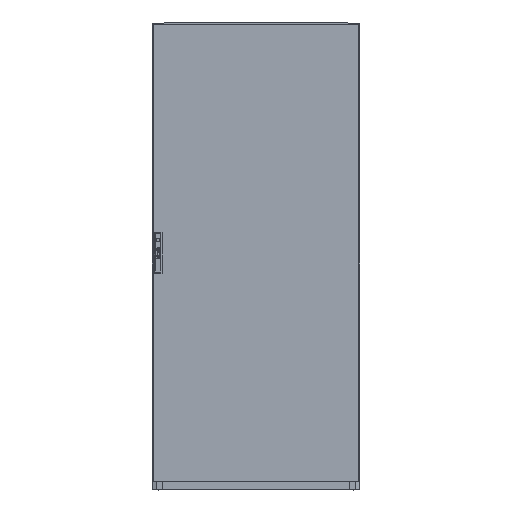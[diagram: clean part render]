
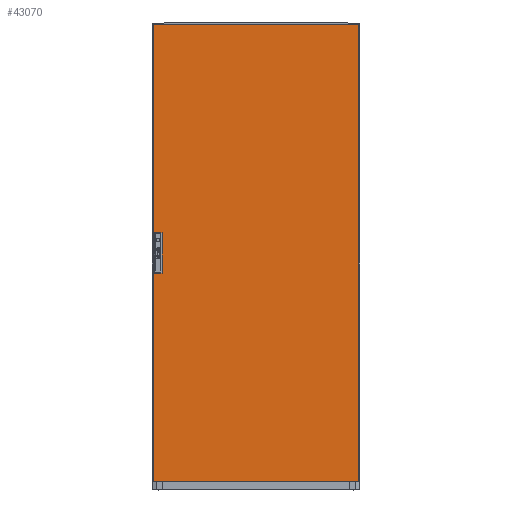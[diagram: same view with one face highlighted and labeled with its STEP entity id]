
A CAD part, top view. The second image highlights one B-rep face of the part: STEP entity #43070.
In plain terms, the highlighted planar face has unit normal (0, 0, 1).
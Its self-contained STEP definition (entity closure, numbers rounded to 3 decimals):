
#11136 = VECTOR ( 'NONE', #61454, 1000. ) ;
#11873 = DIRECTION ( 'NONE',  ( 1., 0., 0. ) ) ;
#11938 = VERTEX_POINT ( 'NONE', #76566 ) ;
#16188 = PLANE ( 'NONE',  #85019 ) ;
#16301 = EDGE_CURVE ( 'NONE', #11938, #71518, #102642, .T. ) ;
#16569 = CARTESIAN_POINT ( 'NONE',  ( -397., 883.5, 0. ) ) ;
#16817 = CARTESIAN_POINT ( 'NONE',  ( -397., 883.5, 0. ) ) ;
#16862 = EDGE_CURVE ( 'NONE', #71518, #23926, #68068, .T. ) ;
#19135 = CARTESIAN_POINT ( 'NONE',  ( -397., -883.5, 0. ) ) ;
#20031 = EDGE_CURVE ( 'NONE', #83020, #78952, #55629, .T. ) ;
#22054 = EDGE_CURVE ( 'NONE', #86422, #23926, #34979, .T. ) ;
#22346 = CARTESIAN_POINT ( 'NONE',  ( -393.4, -78.5, 0. ) ) ;
#23926 = VERTEX_POINT ( 'NONE', #54625 ) ;
#24777 = CARTESIAN_POINT ( 'NONE',  ( -363., 78.5, 0. ) ) ;
#25466 = DIRECTION ( 'NONE',  ( 1., 0., 0. ) ) ;
#25559 = EDGE_CURVE ( 'NONE', #11938, #86422, #82796, .T. ) ;
#26426 = FACE_BOUND ( 'NONE', #118826, .T. ) ;
#29431 = VERTEX_POINT ( 'NONE', #50860 ) ;
#29766 = DIRECTION ( 'NONE',  ( 0., 1., 0. ) ) ;
#30240 = CARTESIAN_POINT ( 'NONE',  ( 397., 883.5, 0. ) ) ;
#34979 = LINE ( 'NONE', #49856, #80909 ) ;
#35392 = EDGE_CURVE ( 'NONE', #54450, #29431, #86675, .T. ) ;
#36768 = ORIENTED_EDGE ( 'NONE', *, *, #35392, .T. ) ;
#39867 = DIRECTION ( 'NONE',  ( 1., 0., 0. ) ) ;
#40757 = VECTOR ( 'NONE', #11873, 1000. ) ;
#41140 = EDGE_CURVE ( 'NONE', #29431, #83020, #109329, .T. ) ;
#41405 = EDGE_CURVE ( 'NONE', #78952, #54450, #76818, .T. ) ;
#43070 = ADVANCED_FACE ( 'NONE', ( #26426, #99745 ), #16188, .T. ) ;
#45574 = DIRECTION ( 'NONE',  ( -1., 0., 0. ) ) ;
#49471 = ORIENTED_EDGE ( 'NONE', *, *, #41140, .T. ) ;
#49856 = CARTESIAN_POINT ( 'NONE',  ( -393.4, -78.5, 0. ) ) ;
#50860 = CARTESIAN_POINT ( 'NONE',  ( 397., -883.5, 0. ) ) ;
#52359 = VECTOR ( 'NONE', #90331, 1000. ) ;
#54376 = CARTESIAN_POINT ( 'NONE',  ( -397., 883.5, 0. ) ) ;
#54450 = VERTEX_POINT ( 'NONE', #19135 ) ;
#54625 = CARTESIAN_POINT ( 'NONE',  ( -363., -78.5, 0. ) ) ;
#55629 = LINE ( 'NONE', #54376, #77198 ) ;
#57313 = DIRECTION ( 'NONE',  ( 1., 0., 0. ) ) ;
#61454 = DIRECTION ( 'NONE',  ( 0., -1., 0. ) ) ;
#61990 = CARTESIAN_POINT ( 'NONE',  ( 0., 0., 0. ) ) ;
#65206 = VECTOR ( 'NONE', #79771, 1000. ) ;
#66814 = ORIENTED_EDGE ( 'NONE', *, *, #16301, .T. ) ;
#67456 = ORIENTED_EDGE ( 'NONE', *, *, #41405, .T. ) ;
#68068 = LINE ( 'NONE', #70597, #65206 ) ;
#70597 = CARTESIAN_POINT ( 'NONE',  ( -363., 0., 0. ) ) ;
#70723 = CARTESIAN_POINT ( 'NONE',  ( -393.4, 0., 0. ) ) ;
#71518 = VERTEX_POINT ( 'NONE', #24777 ) ;
#71984 = ORIENTED_EDGE ( 'NONE', *, *, #25559, .F. ) ;
#72823 = ORIENTED_EDGE ( 'NONE', *, *, #22054, .F. ) ;
#74379 = ORIENTED_EDGE ( 'NONE', *, *, #20031, .T. ) ;
#76566 = CARTESIAN_POINT ( 'NONE',  ( -393.4, 78.5, 0. ) ) ;
#76818 = LINE ( 'NONE', #16817, #52359 ) ;
#77198 = VECTOR ( 'NONE', #45574, 1000. ) ;
#77396 = EDGE_LOOP ( 'NONE', ( #49471, #74379, #67456, #36768 ) ) ;
#78952 = VERTEX_POINT ( 'NONE', #16569 ) ;
#79771 = DIRECTION ( 'NONE',  ( 0., -1., 0. ) ) ;
#80427 = DIRECTION ( 'NONE',  ( 0., 0., 1. ) ) ;
#80909 = VECTOR ( 'NONE', #39867, 1000. ) ;
#82796 = LINE ( 'NONE', #70723, #11136 ) ;
#83020 = VERTEX_POINT ( 'NONE', #30240 ) ;
#84885 = VECTOR ( 'NONE', #29766, 1000. ) ;
#85019 = AXIS2_PLACEMENT_3D ( 'NONE', #61990, #80427, #25466 ) ;
#86422 = VERTEX_POINT ( 'NONE', #22346 ) ;
#86675 = LINE ( 'NONE', #103485, #40757 ) ;
#90331 = DIRECTION ( 'NONE',  ( 0., -1., 0. ) ) ;
#94030 = CARTESIAN_POINT ( 'NONE',  ( 397., 883.5, 0. ) ) ;
#99745 = FACE_OUTER_BOUND ( 'NONE', #77396, .T. ) ;
#99797 = VECTOR ( 'NONE', #57313, 1000. ) ;
#102642 = LINE ( 'NONE', #112319, #99797 ) ;
#103485 = CARTESIAN_POINT ( 'NONE',  ( -397., -883.5, 0. ) ) ;
#104349 = ORIENTED_EDGE ( 'NONE', *, *, #16862, .T. ) ;
#109329 = LINE ( 'NONE', #94030, #84885 ) ;
#112319 = CARTESIAN_POINT ( 'NONE',  ( -393.4, 78.5, 0. ) ) ;
#118826 = EDGE_LOOP ( 'NONE', ( #66814, #104349, #72823, #71984 ) ) ;
